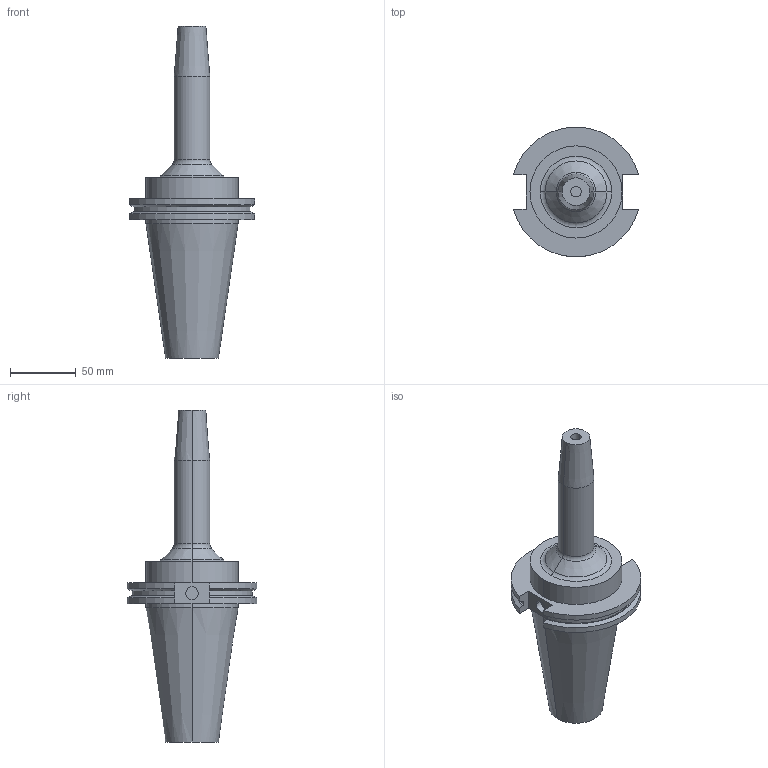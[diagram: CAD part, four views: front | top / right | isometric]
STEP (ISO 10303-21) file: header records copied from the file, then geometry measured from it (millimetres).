
FILE_DESCRIPTION (( 'STEP AP203' ), '1' );
FILE_NAME ('STP-29258.STEP', '2019-02-27T01:41:10', ( '' ), ( '' ), 'SwSTEP 2.0', 'SolidWorks 2017', '' );
FILE_SCHEMA (( 'CONFIG_CONTROL_DESIGN' ));
Length unit declared in the file: millimetre
Products named in the file (1): STP-29258
Bounding box: 94.95 x 98.05 x 251.6 mm (x, y, z)
Volume: 459934.7 mm3; surface area: 55105.2 mm2
Topology: 1 solids, 1 shells, 63 faces, 144 edges, 89 vertices
Faces by surface type: cylinder 24, plane 19, cone 16, torus 4
Entity records: 1853 total; most frequent: DIRECTION 330, CARTESIAN_POINT 319, ORIENTED_EDGE 284, EDGE_CURVE 142, AXIS2_PLACEMENT_3D 132, VERTEX_POINT 89, EDGE_LOOP 71, CIRCLE 68
